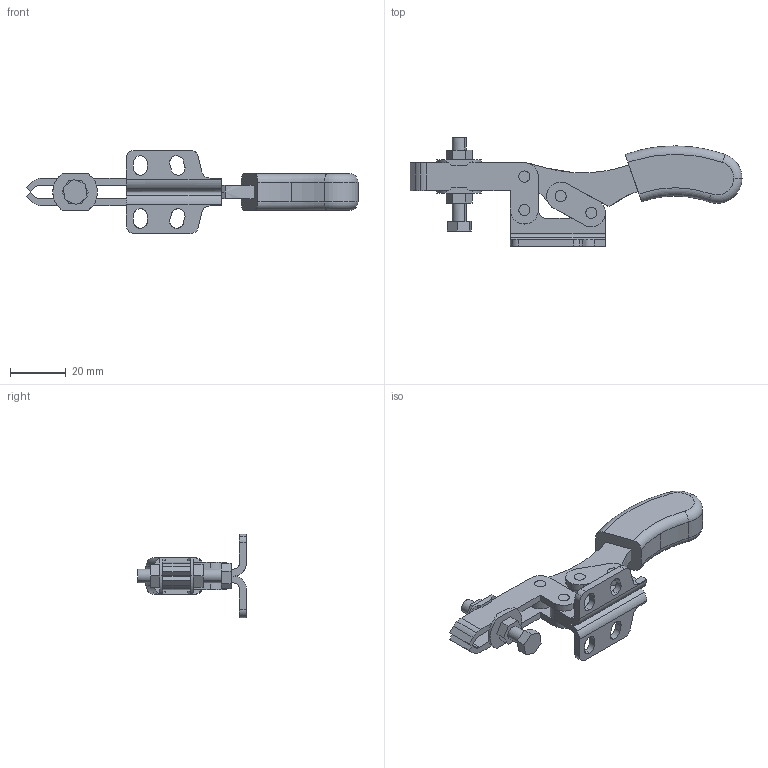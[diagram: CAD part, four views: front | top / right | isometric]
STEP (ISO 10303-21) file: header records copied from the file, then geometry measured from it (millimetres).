
FILE_DESCRIPTION(('CATIA V5 STEP Exchange'),'2;1');
FILE_NAME('HORIZONTALSPANNER_TS_H_80_UB_357870.stp','2018-08-16T11:57:37+00:00',('none'),('none'),'CATIA Version 5 Release 19 SP 9 (IN-10)','CATIA V5 STEP AP214','none');
FILE_SCHEMA(('AUTOMOTIVE_DESIGN { 1 0 10303 214 1 1 1 1 }'));
Length unit declared in the file: millimetre
Products named in the file (1): HORIZONTALSPANNER_TS_H_80_UB_357870
Bounding box: 119 x 38.97 x 30 mm (x, y, z)
Volume: 19574.2 mm3; surface area: 10836.5 mm2
Topology: 1 solids, 1 shells, 236 faces, 670 edges, 438 vertices
Faces by surface type: plane 134, cylinder 94, torus 8
Entity records: 8501 total; most frequent: CARTESIAN_POINT 2427, ORIENTED_EDGE 1340, DIRECTION 1003, EDGE_CURVE 670, VERTEX_POINT 438, VECTOR 404, LINE 404, AXIS2_PLACEMENT_3D 385
